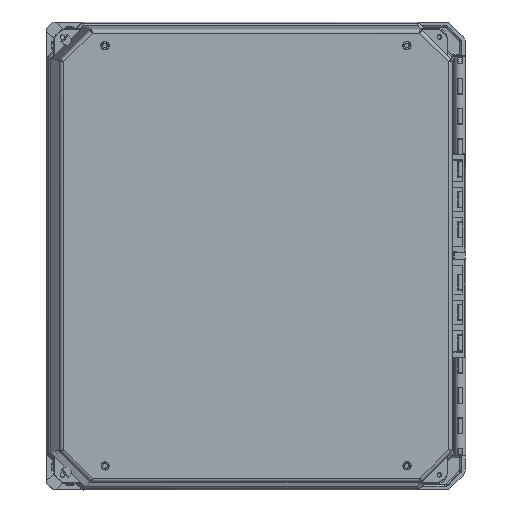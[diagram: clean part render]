
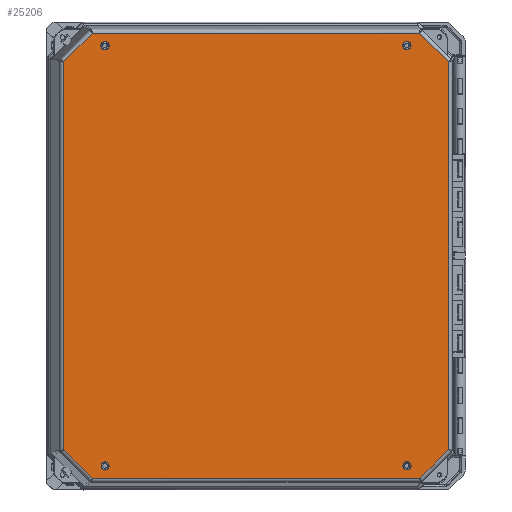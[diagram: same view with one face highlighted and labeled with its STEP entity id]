
A CAD part, top view. The second image highlights one B-rep face of the part: STEP entity #25206.
In plain terms, the highlighted face is planar.
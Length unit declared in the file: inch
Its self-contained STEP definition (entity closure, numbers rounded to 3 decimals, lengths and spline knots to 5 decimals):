
#945 = EDGE_CURVE ( 'NONE', #15903, #55311, #4696, .T. ) ;
#1450 = LINE ( 'NONE', #35422, #23366 ) ;
#1579 = CIRCLE ( 'NONE', #20658, 0.136 ) ;
#2100 = EDGE_LOOP ( 'NONE', ( #48545, #88085, #37398, #83200, #10201, #55369, #55795, #32193 ) ) ;
#2414 = VERTEX_POINT ( 'NONE', #25275 ) ;
#2562 = ORIENTED_EDGE ( 'NONE', *, *, #89358, .T. ) ;
#3125 = DIRECTION ( 'NONE',  ( 1., 0., -0.017 ) ) ;
#4696 = CIRCLE ( 'NONE', #69182, 0.136 ) ;
#5660 = CARTESIAN_POINT ( 'NONE',  ( -10.82438, 14.02705, -5.90954 ) ) ;
#6171 = LINE ( 'NONE', #25935, #51466 ) ;
#6999 = VECTOR ( 'NONE', #10403, 39.37008 ) ;
#8324 = DIRECTION ( 'NONE',  ( 0., -1., -0.017 ) ) ;
#8353 = LINE ( 'NONE', #43667, #85245 ) ;
#8780 = VERTEX_POINT ( 'NONE', #35442 ) ;
#9462 = VECTOR ( 'NONE', #64454, 39.37008 ) ;
#10201 = ORIENTED_EDGE ( 'NONE', *, *, #13167, .T. ) ;
#10399 = ORIENTED_EDGE ( 'NONE', *, *, #67752, .T. ) ;
#10403 = DIRECTION ( 'NONE',  ( 0., -1., -0.017 ) ) ;
#11230 = CIRCLE ( 'NONE', #61130, 0.136 ) ;
#11353 = CARTESIAN_POINT ( 'NONE',  ( -0.40335, -0.29331, -6.34139 ) ) ;
#11366 = DIRECTION ( 'NONE',  ( -0.017, 0.017, -1. ) ) ;
#11974 = CIRCLE ( 'NONE', #29525, 0.136 ) ;
#12576 = AXIS2_PLACEMENT_3D ( 'NONE', #87199, #80315, #38990 ) ;
#13167 = EDGE_CURVE ( 'NONE', #65474, #52459, #39770, .T. ) ;
#13180 = DIRECTION ( 'NONE',  ( -0.707, 0.707, 0.025 ) ) ;
#13572 = ORIENTED_EDGE ( 'NONE', *, *, #63836, .T. ) ;
#14788 = EDGE_LOOP ( 'NONE', ( #10399, #26740 ) ) ;
#15498 = CIRCLE ( 'NONE', #12576, 0.136 ) ;
#15651 = CARTESIAN_POINT ( 'NONE',  ( -10.82438, 0.11717, -6.1523 ) ) ;
#15903 = VERTEX_POINT ( 'NONE', #41945 ) ;
#20658 = AXIS2_PLACEMENT_3D ( 'NONE', #36642, #57766, #3125 ) ;
#22543 = DIRECTION ( 'NONE',  ( 0.707, 0.707, 0. ) ) ;
#23099 = VERTEX_POINT ( 'NONE', #72228 ) ;
#23310 = VERTEX_POINT ( 'NONE', #77678 ) ;
#23366 = VECTOR ( 'NONE', #22543, 39.37008 ) ;
#23772 = DIRECTION ( 'NONE',  ( -1., 0., 0.017 ) ) ;
#24374 = EDGE_LOOP ( 'NONE', ( #2562, #85891 ) ) ;
#24921 = DIRECTION ( 'NONE',  ( 0.707, -0.707, -0.025 ) ) ;
#25154 = FACE_BOUND ( 'NONE', #14788, .T. ) ;
#25206 = ADVANCED_FACE ( 'NONE', ( #81629, #25154, #80236, #51756, #74266 ), #87585, .T. ) ;
#25275 = CARTESIAN_POINT ( 'NONE',  ( -10.82438, 13.89108, -5.91191 ) ) ;
#25935 = CARTESIAN_POINT ( 'NONE',  ( 0.54361, 0.65394, -6.34139 ) ) ;
#26180 = VERTEX_POINT ( 'NONE', #59832 ) ;
#26740 = ORIENTED_EDGE ( 'NONE', *, *, #53471, .T. ) ;
#26898 = CARTESIAN_POINT ( 'NONE',  ( -10.6884, 0.11721, -6.15467 ) ) ;
#29124 = AXIS2_PLACEMENT_3D ( 'NONE', #5660, #75429, #74510 ) ;
#29155 = EDGE_CURVE ( 'NONE', #32163, #8780, #36008, .T. ) ;
#29525 = AXIS2_PLACEMENT_3D ( 'NONE', #73816, #74277, #65110 ) ;
#29870 = VERTEX_POINT ( 'NONE', #64231 ) ;
#29880 = DIRECTION ( 'NONE',  ( 1., 0., -0.017 ) ) ;
#30328 = CIRCLE ( 'NONE', #68502, 0.136 ) ;
#31263 = CARTESIAN_POINT ( 'NONE',  ( -0.8259, 13.89412, -6.08641 ) ) ;
#31420 = ORIENTED_EDGE ( 'NONE', *, *, #71319, .T. ) ;
#31880 = CARTESIAN_POINT ( 'NONE',  ( -10.82438, 0.11717, -6.1523 ) ) ;
#32163 = VERTEX_POINT ( 'NONE', #11353 ) ;
#32193 = ORIENTED_EDGE ( 'NONE', *, *, #37259, .T. ) ;
#32391 = CIRCLE ( 'NONE', #36737, 0.136 ) ;
#32923 = EDGE_CURVE ( 'NONE', #87935, #65474, #73577, .T. ) ;
#35422 = CARTESIAN_POINT ( 'NONE',  ( -12.19389, 13.49333, -5.89495 ) ) ;
#35442 = CARTESIAN_POINT ( 'NONE',  ( -11.24693, -0.29661, -6.15215 ) ) ;
#36008 = LINE ( 'NONE', #72684, #9462 ) ;
#36642 = CARTESIAN_POINT ( 'NONE',  ( -0.8259, 0.12022, -6.3268 ) ) ;
#36737 = AXIS2_PLACEMENT_3D ( 'NONE', #77648, #49644, #8324 ) ;
#37259 = EDGE_CURVE ( 'NONE', #8780, #26180, #51401, .T. ) ;
#37398 = ORIENTED_EDGE ( 'NONE', *, *, #37774, .T. ) ;
#37774 = EDGE_CURVE ( 'NONE', #78858, #87935, #90206, .T. ) ;
#38370 = EDGE_CURVE ( 'NONE', #71689, #55656, #32391, .T. ) ;
#38990 = DIRECTION ( 'NONE',  ( 1., 0., -0.017 ) ) ;
#39770 = LINE ( 'NONE', #67783, #6999 ) ;
#40813 = EDGE_CURVE ( 'NONE', #52459, #32163, #6171, .T. ) ;
#41489 = DIRECTION ( 'NONE',  ( 0.017, -0.017, 1. ) ) ;
#41945 = CARTESIAN_POINT ( 'NONE',  ( -10.96036, 0.11713, -6.14993 ) ) ;
#42995 = CARTESIAN_POINT ( 'NONE',  ( -0.8259, 14.16608, -6.08166 ) ) ;
#43667 = CARTESIAN_POINT ( 'NONE',  ( -12.19389, 7.0717, -6.00702 ) ) ;
#44077 = EDGE_LOOP ( 'NONE', ( #51599, #46908 ) ) ;
#46908 = ORIENTED_EDGE ( 'NONE', *, *, #945, .T. ) ;
#48545 = ORIENTED_EDGE ( 'NONE', *, *, #55530, .T. ) ;
#49644 = DIRECTION ( 'NONE',  ( 0.017, -0.017, 1. ) ) ;
#50348 = VERTEX_POINT ( 'NONE', #62035 ) ;
#51401 = LINE ( 'NONE', #79411, #73392 ) ;
#51466 = VECTOR ( 'NONE', #83281, 39.37008 ) ;
#51599 = ORIENTED_EDGE ( 'NONE', *, *, #85306, .T. ) ;
#51756 = FACE_BOUND ( 'NONE', #44077, .T. ) ;
#52459 = VERTEX_POINT ( 'NONE', #87813 ) ;
#52991 = DIRECTION ( 'NONE',  ( 1., 0., -0.017 ) ) ;
#53151 = CARTESIAN_POINT ( 'NONE',  ( -10.43544, 7.07223, -6.03771 ) ) ;
#53451 = DIRECTION ( 'NONE',  ( 0.017, -0.017, 1. ) ) ;
#53471 = EDGE_CURVE ( 'NONE', #50348, #2414, #64282, .T. ) ;
#54351 = VECTOR ( 'NONE', #68634, 39.37008 ) ;
#55311 = VERTEX_POINT ( 'NONE', #26898 ) ;
#55362 = VECTOR ( 'NONE', #24921, 39.37008 ) ;
#55369 = ORIENTED_EDGE ( 'NONE', *, *, #40813, .T. ) ;
#55530 = EDGE_CURVE ( 'NONE', #26180, #29870, #8353, .T. ) ;
#55656 = VERTEX_POINT ( 'NONE', #31263 ) ;
#55795 = ORIENTED_EDGE ( 'NONE', *, *, #29155, .T. ) ;
#57766 = DIRECTION ( 'NONE',  ( 0.017, -0.017, 1. ) ) ;
#59174 = CARTESIAN_POINT ( 'NONE',  ( -11.24693, 14.44058, -5.89495 ) ) ;
#59832 = CARTESIAN_POINT ( 'NONE',  ( -12.19389, 0.65006, -6.11909 ) ) ;
#61130 = AXIS2_PLACEMENT_3D ( 'NONE', #90621, #41489, #69497 ) ;
#62035 = CARTESIAN_POINT ( 'NONE',  ( -10.82438, 14.16303, -5.90717 ) ) ;
#63836 = EDGE_CURVE ( 'NONE', #23310, #23099, #15498, .T. ) ;
#64231 = CARTESIAN_POINT ( 'NONE',  ( -12.19389, 13.49333, -5.89495 ) ) ;
#64282 = CIRCLE ( 'NONE', #29124, 0.136 ) ;
#64454 = DIRECTION ( 'NONE',  ( -1., 0., 0.017 ) ) ;
#64896 = AXIS2_PLACEMENT_3D ( 'NONE', #53151, #11366, #23772 ) ;
#65110 = DIRECTION ( 'NONE',  ( 0., -1., -0.017 ) ) ;
#65199 = CARTESIAN_POINT ( 'NONE',  ( -0.40335, 14.44388, -6.08419 ) ) ;
#65474 = VERTEX_POINT ( 'NONE', #75076 ) ;
#66131 = EDGE_LOOP ( 'NONE', ( #13572, #31420 ) ) ;
#67752 = EDGE_CURVE ( 'NONE', #2414, #50348, #11230, .T. ) ;
#67783 = CARTESIAN_POINT ( 'NONE',  ( 0.54361, 7.07558, -6.22932 ) ) ;
#68502 = AXIS2_PLACEMENT_3D ( 'NONE', #15651, #71201, #29880 ) ;
#68634 = DIRECTION ( 'NONE',  ( 1., 0., -0.017 ) ) ;
#69182 = AXIS2_PLACEMENT_3D ( 'NONE', #31880, #53451, #52991 ) ;
#69497 = DIRECTION ( 'NONE',  ( 0., -1., -0.017 ) ) ;
#71201 = DIRECTION ( 'NONE',  ( 0.017, -0.017, 1. ) ) ;
#71319 = EDGE_CURVE ( 'NONE', #23099, #23310, #1579, .T. ) ;
#71689 = VERTEX_POINT ( 'NONE', #42995 ) ;
#72228 = CARTESIAN_POINT ( 'NONE',  ( -0.96188, 0.12018, -6.32442 ) ) ;
#72684 = CARTESIAN_POINT ( 'NONE',  ( -10.43544, -0.29636, -6.16631 ) ) ;
#73392 = VECTOR ( 'NONE', #13180, 39.37008 ) ;
#73577 = LINE ( 'NONE', #87815, #55362 ) ;
#73816 = CARTESIAN_POINT ( 'NONE',  ( -0.8259, 14.0301, -6.08404 ) ) ;
#74266 = FACE_BOUND ( 'NONE', #24374, .T. ) ;
#74277 = DIRECTION ( 'NONE',  ( 0.017, -0.017, 1. ) ) ;
#74510 = DIRECTION ( 'NONE',  ( 0., -1., -0.017 ) ) ;
#75076 = CARTESIAN_POINT ( 'NONE',  ( 0.54361, 13.49721, -6.11725 ) ) ;
#75429 = DIRECTION ( 'NONE',  ( 0.017, -0.017, 1. ) ) ;
#77648 = CARTESIAN_POINT ( 'NONE',  ( -0.8259, 14.0301, -6.08404 ) ) ;
#77678 = CARTESIAN_POINT ( 'NONE',  ( -0.68992, 0.12026, -6.32917 ) ) ;
#78858 = VERTEX_POINT ( 'NONE', #59174 ) ;
#79411 = CARTESIAN_POINT ( 'NONE',  ( -11.24693, -0.29661, -6.15215 ) ) ;
#80236 = FACE_BOUND ( 'NONE', #66131, .T. ) ;
#80315 = DIRECTION ( 'NONE',  ( 0.017, -0.017, 1. ) ) ;
#81629 = FACE_OUTER_BOUND ( 'NONE', #2100, .T. ) ;
#83200 = ORIENTED_EDGE ( 'NONE', *, *, #32923, .T. ) ;
#83281 = DIRECTION ( 'NONE',  ( -0.707, -0.707, 0. ) ) ;
#85245 = VECTOR ( 'NONE', #86348, 39.37008 ) ;
#85306 = EDGE_CURVE ( 'NONE', #55311, #15903, #30328, .T. ) ;
#85891 = ORIENTED_EDGE ( 'NONE', *, *, #38370, .T. ) ;
#86348 = DIRECTION ( 'NONE',  ( 0., 1., 0.017 ) ) ;
#87199 = CARTESIAN_POINT ( 'NONE',  ( -0.8259, 0.12022, -6.3268 ) ) ;
#87585 = PLANE ( 'NONE',  #64896 ) ;
#87813 = CARTESIAN_POINT ( 'NONE',  ( 0.54361, 0.65394, -6.34139 ) ) ;
#87815 = CARTESIAN_POINT ( 'NONE',  ( -0.40335, 14.44388, -6.08419 ) ) ;
#87935 = VERTEX_POINT ( 'NONE', #65199 ) ;
#88085 = ORIENTED_EDGE ( 'NONE', *, *, #88932, .T. ) ;
#88932 = EDGE_CURVE ( 'NONE', #29870, #78858, #1450, .T. ) ;
#89358 = EDGE_CURVE ( 'NONE', #55656, #71689, #11974, .T. ) ;
#90206 = LINE ( 'NONE', #90655, #54351 ) ;
#90621 = CARTESIAN_POINT ( 'NONE',  ( -10.82438, 14.02705, -5.90954 ) ) ;
#90655 = CARTESIAN_POINT ( 'NONE',  ( -10.43544, 14.44083, -5.90911 ) ) ;
